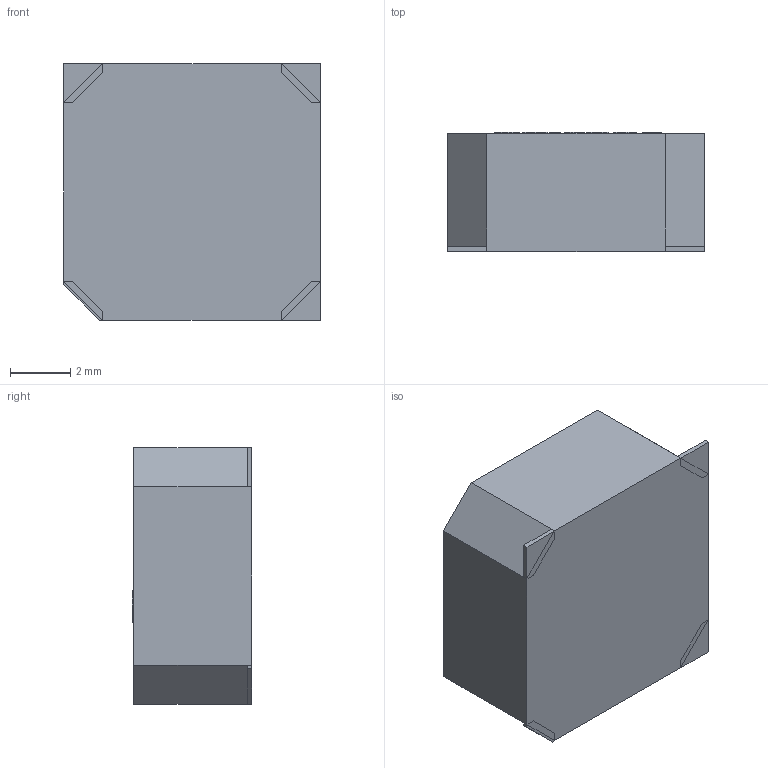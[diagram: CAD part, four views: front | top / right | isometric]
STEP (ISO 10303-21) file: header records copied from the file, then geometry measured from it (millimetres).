
FILE_DESCRIPTION (( 'STEP AP203' ), '1' );
FILE_NAME ('ST-04BL.STEP', '2016-09-08T20:25:21', ( 'Gem' ), ( '' ), 'SwSTEP 2.0', 'SolidWorks 2013', '' );
FILE_SCHEMA (( 'CONFIG_CONTROL_DESIGN' ));
Length unit declared in the file: millimetre
Products named in the file (1): ST-04BL
Bounding box: 8.5 x 3.96 x 8.5 mm (x, y, z)
Volume: 268 mm3; surface area: 274.3 mm2
Topology: 5 solids, 5 shells, 148 faces, 372 edges, 248 vertices
Faces by surface type: plane 112, bspline 34, cylinder 2
Entity records: 6319 total; most frequent: CARTESIAN_POINT 2915, ORIENTED_EDGE 744, DIRECTION 538, EDGE_CURVE 372, VECTOR 300, LINE 300, VERTEX_POINT 248, EDGE_LOOP 162
